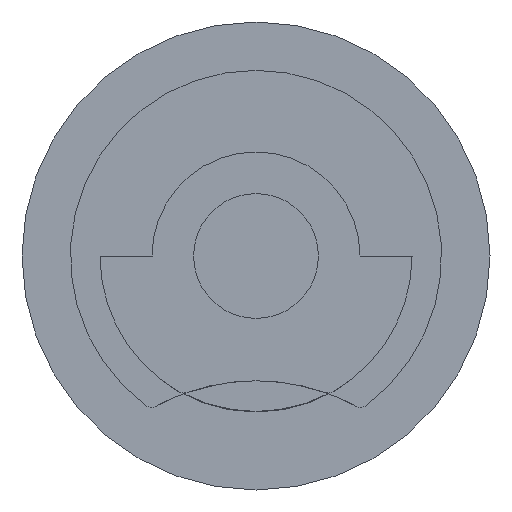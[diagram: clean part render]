
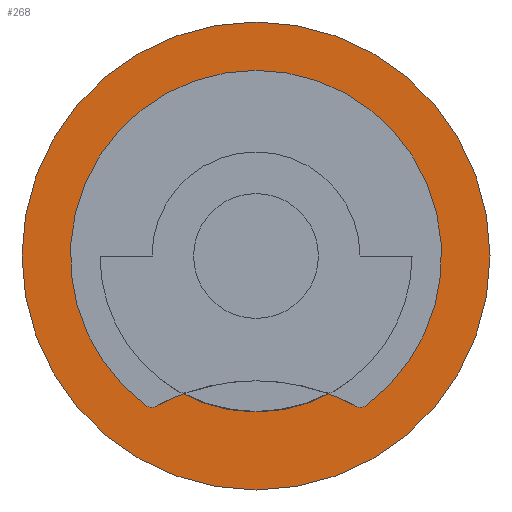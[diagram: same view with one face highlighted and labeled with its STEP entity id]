
A CAD part, left-side view. The second image highlights one B-rep face of the part: STEP entity #268.
In plain terms, the highlighted planar face has unit normal (-1, 0, 0).
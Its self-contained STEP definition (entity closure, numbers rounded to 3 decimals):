
#190 = DIRECTION ( 'NONE',  ( 0., 0., -1. ) ) ;
#235 = DIRECTION ( 'NONE',  ( 1., 0., 0. ) ) ;
#253 = CARTESIAN_POINT ( 'NONE',  ( -12., 0., 0. ) ) ;
#268 = ADVANCED_FACE ( 'NONE', ( #2531, #1341 ), #2383, .T. ) ;
#327 = CARTESIAN_POINT ( 'NONE',  ( -12., 0., 1.5 ) ) ;
#331 = DIRECTION ( 'NONE',  ( 0., 0., -1. ) ) ;
#333 = DIRECTION ( 'NONE',  ( 1., 0., 0. ) ) ;
#334 = CIRCLE ( 'NONE', #2475, 1.5 ) ;
#348 = ORIENTED_EDGE ( 'NONE', *, *, #3218, .T. ) ;
#357 = CARTESIAN_POINT ( 'NONE',  ( -12., 0., 0. ) ) ;
#377 = CIRCLE ( 'NONE', #1537, 2.25 ) ;
#381 = CIRCLE ( 'NONE', #1493, 1.5 ) ;
#666 = CARTESIAN_POINT ( 'NONE',  ( -12., 0., 2.25 ) ) ;
#699 = ORIENTED_EDGE ( 'NONE', *, *, #2606, .F. ) ;
#811 = CIRCLE ( 'NONE', #2423, 2.25 ) ;
#913 = AXIS2_PLACEMENT_3D ( 'NONE', #2327, #2317, #2314 ) ;
#1341 = FACE_OUTER_BOUND ( 'NONE', #3966, .T. ) ;
#1493 = AXIS2_PLACEMENT_3D ( 'NONE', #2105, #1637, #2095 ) ;
#1537 = AXIS2_PLACEMENT_3D ( 'NONE', #2184, #2168, #2157 ) ;
#1573 = EDGE_LOOP ( 'NONE', ( #3866, #348 ) ) ;
#1637 = DIRECTION ( 'NONE',  ( 1., 0., 0. ) ) ;
#1668 = CARTESIAN_POINT ( 'NONE',  ( -12., 0., -2.25 ) ) ;
#1735 = VERTEX_POINT ( 'NONE', #327 ) ;
#1836 = ORIENTED_EDGE ( 'NONE', *, *, #3209, .F. ) ;
#1953 = CARTESIAN_POINT ( 'NONE',  ( -12., 0., -1.5 ) ) ;
#2095 = DIRECTION ( 'NONE',  ( 0., 0., -1. ) ) ;
#2105 = CARTESIAN_POINT ( 'NONE',  ( -12., 0., 0. ) ) ;
#2157 = DIRECTION ( 'NONE',  ( 0., 0., -1. ) ) ;
#2168 = DIRECTION ( 'NONE',  ( 1., 0., 0. ) ) ;
#2184 = CARTESIAN_POINT ( 'NONE',  ( -12., 0., 0. ) ) ;
#2314 = DIRECTION ( 'NONE',  ( 0., 0., 1. ) ) ;
#2317 = DIRECTION ( 'NONE',  ( -1., 0., 0. ) ) ;
#2327 = CARTESIAN_POINT ( 'NONE',  ( -12., 2.25, 0. ) ) ;
#2383 = PLANE ( 'NONE',  #913 ) ;
#2423 = AXIS2_PLACEMENT_3D ( 'NONE', #253, #235, #190 ) ;
#2475 = AXIS2_PLACEMENT_3D ( 'NONE', #357, #333, #331 ) ;
#2531 = FACE_BOUND ( 'NONE', #1573, .T. ) ;
#2566 = VERTEX_POINT ( 'NONE', #666 ) ;
#2600 = EDGE_CURVE ( 'NONE', #3365, #1735, #334, .T. ) ;
#2606 = EDGE_CURVE ( 'NONE', #3994, #2566, #811, .T. ) ;
#3209 = EDGE_CURVE ( 'NONE', #2566, #3994, #377, .T. ) ;
#3218 = EDGE_CURVE ( 'NONE', #1735, #3365, #381, .T. ) ;
#3365 = VERTEX_POINT ( 'NONE', #1953 ) ;
#3866 = ORIENTED_EDGE ( 'NONE', *, *, #2600, .T. ) ;
#3966 = EDGE_LOOP ( 'NONE', ( #699, #1836 ) ) ;
#3994 = VERTEX_POINT ( 'NONE', #1668 ) ;
